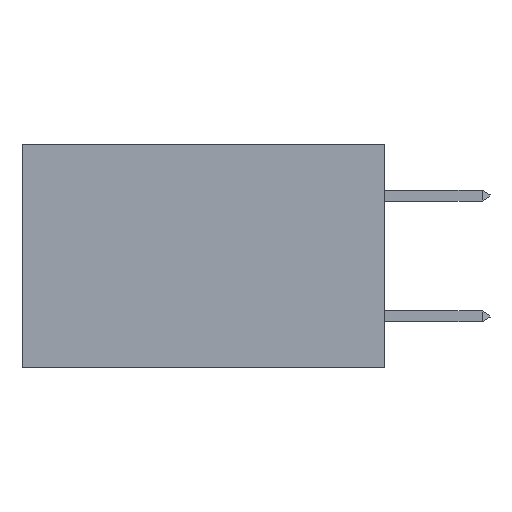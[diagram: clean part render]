
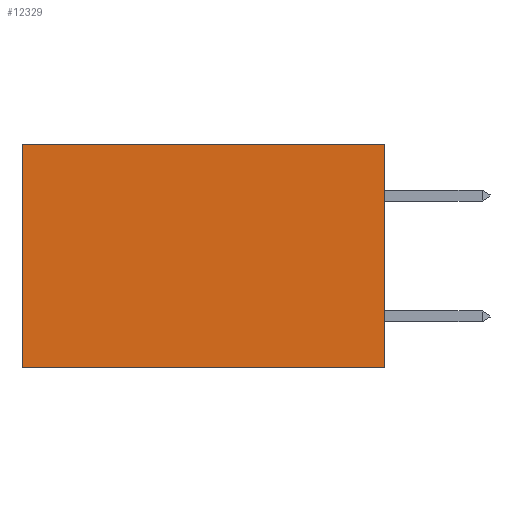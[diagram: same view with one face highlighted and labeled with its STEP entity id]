
A CAD part, left-side view. The second image highlights one B-rep face of the part: STEP entity #12329.
In plain terms, the highlighted planar face has unit normal (-1, 0, 0).
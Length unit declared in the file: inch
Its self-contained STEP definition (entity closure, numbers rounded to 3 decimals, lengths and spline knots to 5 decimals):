
#673=PLANE('',#13050);
#1181=FACE_OUTER_BOUND('',#1797,.T.);
#1797=EDGE_LOOP('',(#11155,#11156,#11157,#11158));
#1933=LINE('',#16573,#3497);
#2413=LINE('',#17607,#3977);
#2697=LINE('',#18166,#4261);
#2702=LINE('',#18174,#4266);
#3497=VECTOR('',#13347,39.37008);
#3977=VECTOR('',#14029,39.37008);
#4261=VECTOR('',#14391,39.37008);
#4266=VECTOR('',#14398,39.37008);
#5276=VERTEX_POINT('',#16570);
#5277=VERTEX_POINT('',#16572);
#5730=VERTEX_POINT('',#17605);
#5966=VERTEX_POINT('',#18164);
#6461=EDGE_CURVE('',#5277,#5276,#1933,.T.);
#6968=EDGE_CURVE('',#5276,#5730,#2413,.T.);
#7258=EDGE_CURVE('',#5966,#5730,#2697,.T.);
#7263=EDGE_CURVE('',#5277,#5966,#2702,.T.);
#11155=ORIENTED_EDGE('',*,*,#6968,.T.);
#11156=ORIENTED_EDGE('',*,*,#7258,.F.);
#11157=ORIENTED_EDGE('',*,*,#7263,.F.);
#11158=ORIENTED_EDGE('',*,*,#6461,.T.);
#12329=ADVANCED_FACE('',(#1181),#673,.F.);
#13050=AXIS2_PLACEMENT_3D('',#19488,#15818,#15819);
#13347=DIRECTION('',(0.,1.,0.));
#14029=DIRECTION('',(0.,0.,-1.));
#14391=DIRECTION('',(0.,1.,0.));
#14398=DIRECTION('',(0.,0.,-1.));
#15818=DIRECTION('center_axis',(1.,0.,0.));
#15819=DIRECTION('ref_axis',(0.,0.,-1.));
#16570=CARTESIAN_POINT('',(0.2875,0.6,0.));
#16572=CARTESIAN_POINT('',(0.2875,0.,0.));
#16573=CARTESIAN_POINT('',(0.2875,0.,0.));
#17605=CARTESIAN_POINT('',(0.2875,0.6,-0.37));
#17607=CARTESIAN_POINT('',(0.2875,0.6,0.));
#18164=CARTESIAN_POINT('',(0.2875,0.,-0.37));
#18166=CARTESIAN_POINT('',(0.2875,0.,-0.37));
#18174=CARTESIAN_POINT('',(0.2875,0.,0.));
#19488=CARTESIAN_POINT('Origin',(0.2875,0.,0.));
